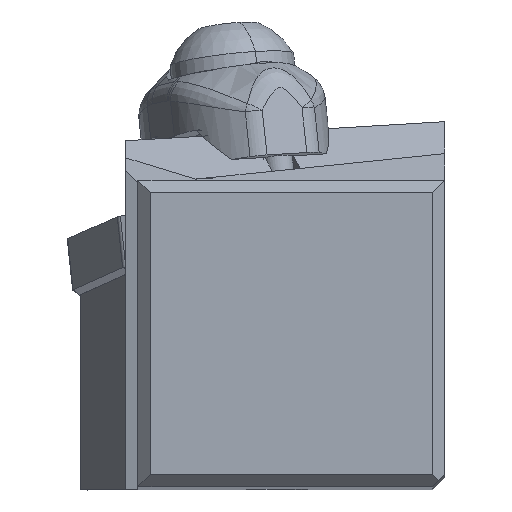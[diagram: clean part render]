
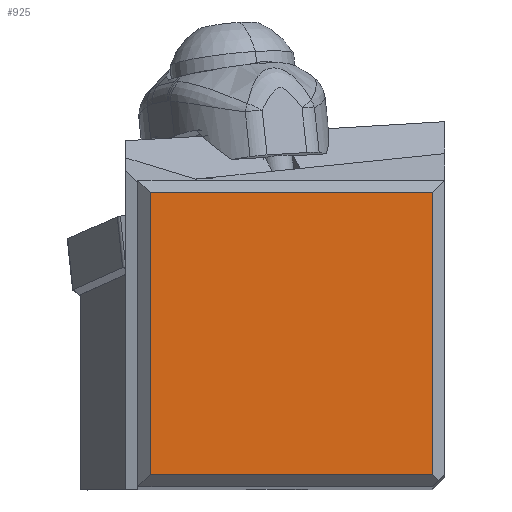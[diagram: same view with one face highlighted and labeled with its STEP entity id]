
A CAD part, top view. The second image highlights one B-rep face of the part: STEP entity #925.
In plain terms, the highlighted planar face has unit normal (0, 0, 1).
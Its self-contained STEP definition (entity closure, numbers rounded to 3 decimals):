
#684=FACE_OUTER_BOUND('',#1290,.T.);
#925=ADVANCED_FACE('',(#684),#1162,.T.);
#1162=PLANE('',#4536);
#1290=EDGE_LOOP('',(#1725,#1726,#1727,#1728));
#1725=ORIENTED_EDGE('',*,*,#3328,.T.);
#1726=ORIENTED_EDGE('',*,*,#3327,.F.);
#1727=ORIENTED_EDGE('',*,*,#3279,.F.);
#1728=ORIENTED_EDGE('',*,*,#3277,.T.);
#2852=VERTEX_POINT('',#6204);
#2853=VERTEX_POINT('',#6206);
#2854=VERTEX_POINT('',#6210);
#2877=VERTEX_POINT('',#6311);
#3277=EDGE_CURVE('',#2853,#2852,#3907,.T.);
#3279=EDGE_CURVE('',#2853,#2854,#3909,.T.);
#3327=EDGE_CURVE('',#2854,#2877,#3942,.T.);
#3328=EDGE_CURVE('',#2852,#2877,#3943,.T.);
#3907=LINE('',#6205,#4138);
#3909=LINE('',#6209,#4140);
#3942=LINE('',#6312,#4173);
#3943=LINE('',#6314,#4174);
#4138=VECTOR('',#5052,1.);
#4140=VECTOR('',#5056,1.);
#4173=VECTOR('',#5165,1.);
#4174=VECTOR('',#5168,1.);
#4536=AXIS2_PLACEMENT_3D('',#6315,#5169,#5170);
#5052=DIRECTION('',(1.,0.,0.));
#5056=DIRECTION('',(0.,1.,0.));
#5165=DIRECTION('',(1.,0.,0.));
#5168=DIRECTION('',(0.,1.,0.));
#5169=DIRECTION('',(0.,0.,1.));
#5170=DIRECTION('',(-1.,0.,0.));
#6204=CARTESIAN_POINT('',(-1.,1.,0.));
#6205=CARTESIAN_POINT('',(-24.4,1.,0.));
#6206=CARTESIAN_POINT('',(-24.4,1.,0.));
#6209=CARTESIAN_POINT('',(-24.4,1.,0.));
#6210=CARTESIAN_POINT('',(-24.4,24.4,0.));
#6311=CARTESIAN_POINT('',(-1.,24.4,0.));
#6312=CARTESIAN_POINT('',(-24.4,24.4,0.));
#6314=CARTESIAN_POINT('',(-1.,1.,0.));
#6315=CARTESIAN_POINT('',(-12.7,12.7,0.));
